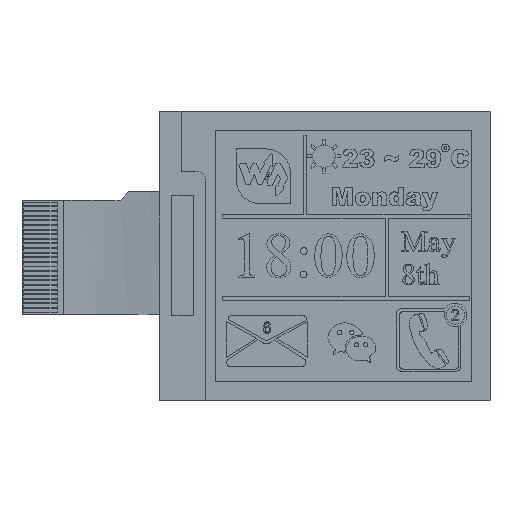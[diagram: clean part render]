
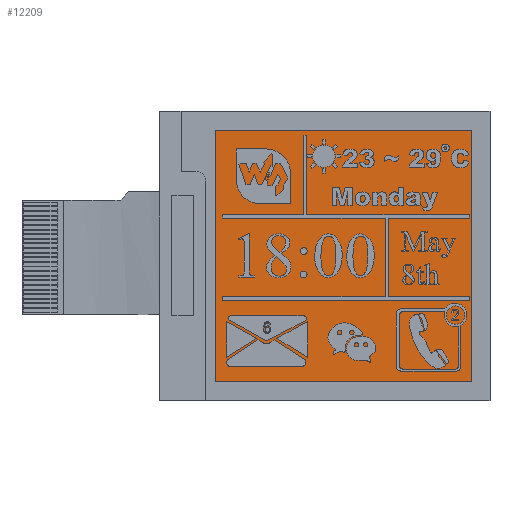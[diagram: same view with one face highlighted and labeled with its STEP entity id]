
A CAD part, top view. The second image highlights one B-rep face of the part: STEP entity #12209.
In plain terms, the highlighted planar face has unit normal (0, 0, 1).
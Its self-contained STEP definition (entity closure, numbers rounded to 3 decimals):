
#978=LINE('',#23258,#2218);
#980=LINE('',#23262,#2220);
#982=LINE('',#23266,#2222);
#984=LINE('',#23270,#2224);
#2218=VECTOR('',#17719,1000.);
#2220=VECTOR('',#17723,1000.);
#2222=VECTOR('',#17727,1000.);
#2224=VECTOR('',#17731,1000.);
#2959=PLANE('',#15785);
#5049=ORIENTED_EDGE('',*,*,#7627,.F.);
#5050=ORIENTED_EDGE('',*,*,#7633,.F.);
#5051=ORIENTED_EDGE('',*,*,#7631,.F.);
#5052=ORIENTED_EDGE('',*,*,#7629,.F.);
#7627=EDGE_CURVE('',#9039,#9040,#978,.T.);
#7629=EDGE_CURVE('',#9040,#9041,#980,.T.);
#7631=EDGE_CURVE('',#9041,#9042,#982,.T.);
#7633=EDGE_CURVE('',#9042,#9039,#984,.T.);
#9039=VERTEX_POINT('',#23257);
#9040=VERTEX_POINT('',#23259);
#9041=VERTEX_POINT('',#23263);
#9042=VERTEX_POINT('',#23267);
#10411=EDGE_LOOP('',(#5049,#5050,#5051,#5052));
#11271=FACE_BOUND('',#10411,.T.);
#12209=ADVANCED_FACE('',(#11271),#2959,.F.);
#15785=AXIS2_PLACEMENT_3D('',#23271,#17732,#17733);
#17719=DIRECTION('',(0.,1.,0.));
#17723=DIRECTION('',(1.,0.,0.));
#17727=DIRECTION('',(0.,-1.,0.));
#17731=DIRECTION('',(-1.,0.,0.));
#17732=DIRECTION('',(0.,0.,-1.));
#17733=DIRECTION('',(-1.,0.,0.));
#23257=CARTESIAN_POINT('',(-12.014,-13.805,1.013));
#23258=CARTESIAN_POINT('',(-12.014,-13.805,1.013));
#23259=CARTESIAN_POINT('',(-12.014,13.805,1.013));
#23262=CARTESIAN_POINT('',(-12.014,13.805,1.013));
#23263=CARTESIAN_POINT('',(16.154,13.805,1.013));
#23266=CARTESIAN_POINT('',(16.154,13.805,1.013));
#23267=CARTESIAN_POINT('',(16.154,-13.805,1.013));
#23270=CARTESIAN_POINT('',(16.154,-13.805,1.013));
#23271=CARTESIAN_POINT('',(0.,0.,1.013));
